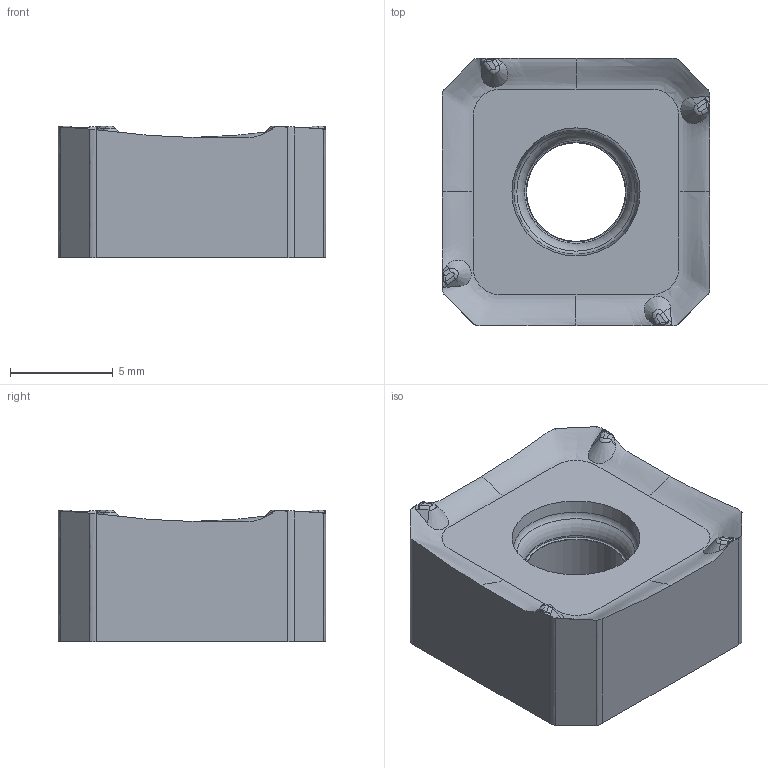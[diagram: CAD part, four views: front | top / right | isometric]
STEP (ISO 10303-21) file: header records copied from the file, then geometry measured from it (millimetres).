
FILE_DESCRIPTION(/* description */ (''),/* implementation_level */ '2;1');
FILE_NAME(/* name */ 'aaa324292_a.stp',/* time_stamp */ '2019-01-29T07:22:14+01:00',/* author */ (''),/* organization */ ('SMS'),/* preprocessor_version */ 'ST-DEVELOPER v15',/* originating_system */ 'SIEMENS PLM Software NX 8.5',/* authorisation */ '');
FILE_SCHEMA (('AUTOMOTIVE_DESIGN { 1 0 10303 214 3 1 1 1 }'));
Length unit declared in the file: millimetre
Products named in the file (1): AAA324292_A
Bounding box: 13 x 13 x 6.4 mm (x, y, z)
Volume: 801.5 mm3; surface area: 669.2 mm2
Topology: 1 solids, 1 shells, 81 faces, 221 edges, 145 vertices
Faces by surface type: plane 27, cylinder 21, bspline 16, extrusion 8, cone 6, torus 3
Full cylindrical faces by diameter (mm): 4.8 x1
Entity records: 9974 total; most frequent: CARTESIAN_POINT 8076, ORIENTED_EDGE 424, DIRECTION 316, EDGE_CURVE 212, VERTEX_POINT 140, AXIS2_PLACEMENT_3D 116, EDGE_LOOP 90, B_SPLINE_CURVE_WITH_KNOTS 89
